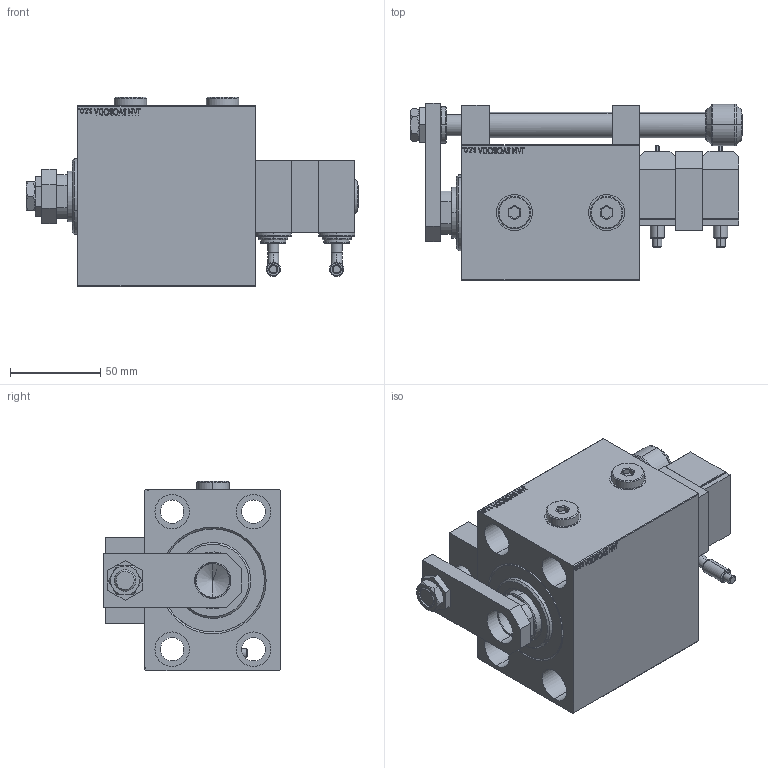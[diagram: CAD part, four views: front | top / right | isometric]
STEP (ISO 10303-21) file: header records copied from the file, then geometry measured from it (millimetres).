
FILE_DESCRIPTION (( 'STEP AP203' ), '1' );
FILE_NAME ('5459.STEP', '2024-11-25T12:13:07', ( '' ), ( '' ), 'SwSTEP 2.0', 'SolidWorks 2019', '' );
FILE_SCHEMA (( 'CONFIG_CONTROL_DESIGN' ));
Length unit declared in the file: millimetre
Products named in the file (14): ZARAZKA_P 58345e54fd36721a731f6eb04ccf300c; V450CM_VC_B 58345e54fd36721a731f6eb04ccf300c; TYC_P 58345e54fd36721a731f6eb04ccf300c; V450CM_C_Body 58345e54fd36721a731f6eb04ccf300c; 5459; V450CM_C_VCP 58345e54fd36721a731f6eb04ccf300c; KROUZEK_PRO_TYC 58345e54fd36721a731f6eb04ccf300c; MIDDLE 58345e54fd36721a731f6eb04ccf300c; Zatka_OIL_PORT 58345e54fd36721a731f6eb04ccf300c; SWITCH_P_FRONT_BACK 58345e54fd36721a731f6eb04ccf300c; SWITCH DIM W_B 58345e54fd36721a731f6eb04ccf300c; NUT_D16 58345e54fd36721a731f6eb04ccf300c; NUT_D19_P 58345e54fd36721a731f6eb04ccf300c; SWITCH P 58345e54fd36721a731f6eb04ccf300c
Assembly tree (16 placements, depth 2):
  5459
    V450CM_C_Body 58345e54fd36721a731f6eb04ccf300c
    V450CM_C_VCP 58345e54fd36721a731f6eb04ccf300c
    V450CM_VC_B 58345e54fd36721a731f6eb04ccf300c
    SWITCH DIM W_B 58345e54fd36721a731f6eb04ccf300c
    SWITCH P 58345e54fd36721a731f6eb04ccf300c  x2
    SWITCH_P_FRONT_BACK 58345e54fd36721a731f6eb04ccf300c  x2
    TYC_P 58345e54fd36721a731f6eb04ccf300c
    ZARAZKA_P 58345e54fd36721a731f6eb04ccf300c
    KROUZEK_PRO_TYC 58345e54fd36721a731f6eb04ccf300c
    MIDDLE 58345e54fd36721a731f6eb04ccf300c
    NUT_D16 58345e54fd36721a731f6eb04ccf300c
    NUT_D19_P 58345e54fd36721a731f6eb04ccf300c
    Zatka_OIL_PORT 58345e54fd36721a731f6eb04ccf300c  x2
Bounding box: 183.5 x 98 x 104.9 mm (x, y, z)
Volume: 793429.9 mm3; surface area: 157835.3 mm2
Topology: 16 solids, 16 shells, 1172 faces, 2900 edges, 1894 vertices
Faces by surface type: plane 559, bspline 384, cylinder 144, cone 53, torus 32
Entity records: 52522 total; most frequent: CARTESIAN_POINT 27642, ORIENTED_EDGE 5360, DIRECTION 3619, EDGE_CURVE 2680, VERTEX_POINT 1757, VECTOR 1541, LINE 1541, EDGE_LOOP 1237
